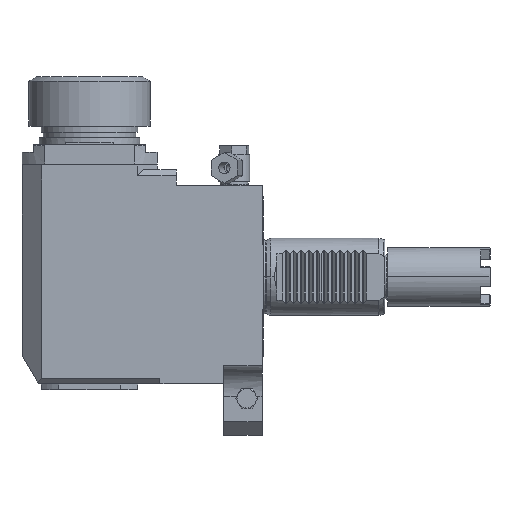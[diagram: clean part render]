
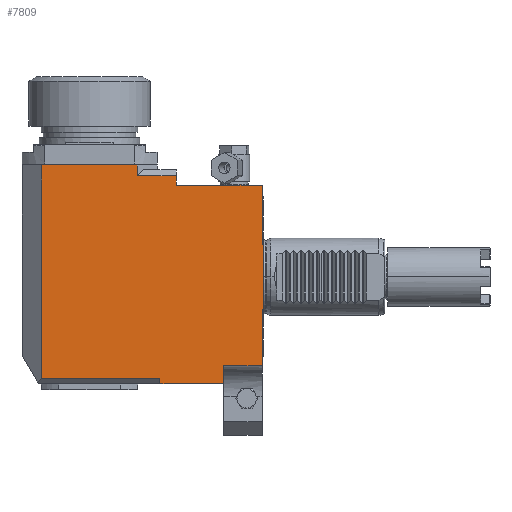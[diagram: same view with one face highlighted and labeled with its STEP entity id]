
A CAD part, front view. The second image highlights one B-rep face of the part: STEP entity #7809.
In plain terms, the highlighted planar face has unit normal (0, -1, 0).
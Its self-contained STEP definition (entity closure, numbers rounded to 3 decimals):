
#1040=DIRECTION('',(0.,0.,-1.));
#1041=VECTOR('',#1040,110.5);
#1042=CARTESIAN_POINT('',(-114.812,-38.,58.));
#1043=LINE('',#1042,#1041);
#1044=DIRECTION('',(1.,0.,0.));
#1045=VECTOR('',#1044,49.625);
#1046=CARTESIAN_POINT('',(-114.812,-38.,58.));
#1047=LINE('',#1046,#1045);
#1048=DIRECTION('',(-1.,0.,0.));
#1049=VECTOR('',#1048,20.188);
#1050=CARTESIAN_POINT('',(-45.,-38.,52.5));
#1051=LINE('',#1050,#1049);
#1052=DIRECTION('',(0.,0.,1.));
#1053=VECTOR('',#1052,30.819);
#1054=CARTESIAN_POINT('',(-0.5,-38.,16.681));
#1055=LINE('',#1054,#1053);
#1056=DIRECTION('',(-1.,0.,0.));
#1057=VECTOR('',#1056,0.5);
#1058=CARTESIAN_POINT('',(0.,-38.,16.681));
#1059=LINE('',#1058,#1057);
#1060=DIRECTION('',(0.,0.,1.));
#1061=VECTOR('',#1060,33.362);
#1062=CARTESIAN_POINT('',(0.,-38.,-16.681));
#1063=LINE('',#1062,#1061);
#1064=DIRECTION('',(-1.,0.,0.));
#1065=VECTOR('',#1064,0.5);
#1066=CARTESIAN_POINT('',(0.,-38.,-16.681));
#1067=LINE('',#1066,#1065);
#1068=DIRECTION('',(0.,0.,-1.));
#1069=VECTOR('',#1068,29.319);
#1070=CARTESIAN_POINT('',(-0.5,-38.,-16.681));
#1071=LINE('',#1070,#1069);
#1072=DIRECTION('',(1.,0.,0.));
#1073=VECTOR('',#1072,20.);
#1074=CARTESIAN_POINT('',(-20.5,-38.,-46.));
#1075=LINE('',#1074,#1073);
#1076=DIRECTION('',(0.,0.,1.));
#1077=VECTOR('',#1076,9.5);
#1078=CARTESIAN_POINT('',(-20.5,-38.,-55.5));
#1079=LINE('',#1078,#1077);
#1080=DIRECTION('',(-1.,0.,0.));
#1081=VECTOR('',#1080,33.);
#1082=CARTESIAN_POINT('',(-20.5,-38.,-55.5));
#1083=LINE('',#1082,#1081);
#1088=DIRECTION('',(0.,0.,-1.));
#1089=VECTOR('',#1088,3.);
#1090=CARTESIAN_POINT('',(-53.5,-38.,-52.5));
#1091=LINE('',#1090,#1089);
#1108=DIRECTION('',(1.,0.,0.));
#1109=VECTOR('',#1108,61.312);
#1110=CARTESIAN_POINT('',(-114.812,-38.,-52.5));
#1111=LINE('',#1110,#1109);
#1252=DIRECTION('',(-1.,0.,0.));
#1253=VECTOR('',#1252,44.5);
#1254=CARTESIAN_POINT('',(-0.5,-38.,47.5));
#1255=LINE('',#1254,#1253);
#1266=DIRECTION('',(0.,0.,-1.));
#1267=VECTOR('',#1266,5.);
#1268=CARTESIAN_POINT('',(-45.,-38.,52.5));
#1269=LINE('',#1268,#1267);
#1356=DIRECTION('',(0.,0.,1.));
#1357=VECTOR('',#1356,5.5);
#1358=CARTESIAN_POINT('',(-65.188,-38.,52.5));
#1359=LINE('',#1358,#1357);
#5766=CARTESIAN_POINT('',(-0.5,-38.,47.5));
#5768=VERTEX_POINT('',#5766);
#5778=CARTESIAN_POINT('',(-0.5,-38.,16.681));
#5779=VERTEX_POINT('',#5778);
#5780=CARTESIAN_POINT('',(0.,-38.,-16.681));
#5781=CARTESIAN_POINT('',(-0.5,-38.,-16.681));
#5782=VERTEX_POINT('',#5780);
#5783=VERTEX_POINT('',#5781);
#5784=CARTESIAN_POINT('',(0.,-38.,16.681));
#5785=VERTEX_POINT('',#5784);
#5801=CARTESIAN_POINT('',(-20.5,-38.,-55.5));
#5803=VERTEX_POINT('',#5801);
#5804=CARTESIAN_POINT('',(-20.5,-38.,-46.));
#5805=VERTEX_POINT('',#5804);
#5860=CARTESIAN_POINT('',(-0.5,-38.,-46.));
#5861=VERTEX_POINT('',#5860);
#5872=CARTESIAN_POINT('',(-53.5,-38.,-55.5));
#5873=VERTEX_POINT('',#5872);
#5878=CARTESIAN_POINT('',(-114.812,-38.,58.));
#5880=VERTEX_POINT('',#5878);
#5890=CARTESIAN_POINT('',(-114.812,-38.,-52.5));
#5891=VERTEX_POINT('',#5890);
#5908=CARTESIAN_POINT('',(-65.188,-38.,58.));
#5909=VERTEX_POINT('',#5908);
#5922=CARTESIAN_POINT('',(-45.,-38.,52.5));
#5923=VERTEX_POINT('',#5922);
#5924=CARTESIAN_POINT('',(-65.188,-38.,52.5));
#5925=VERTEX_POINT('',#5924);
#5927=CARTESIAN_POINT('',(-53.5,-38.,-52.5));
#5929=VERTEX_POINT('',#5927);
#5934=CARTESIAN_POINT('',(-45.,-38.,47.5));
#5936=VERTEX_POINT('',#5934);
#7772=CARTESIAN_POINT('',(-53.5,-38.,-55.5));
#7773=DIRECTION('',(0.,-1.,0.));
#7774=DIRECTION('',(0.,0.,1.));
#7775=AXIS2_PLACEMENT_3D('',#7772,#7773,#7774);
#7776=PLANE('',#7775);
#7778=ORIENTED_EDGE('',*,*,#7777,.F.);
#7780=ORIENTED_EDGE('',*,*,#7779,.F.);
#7782=ORIENTED_EDGE('',*,*,#7781,.F.);
#7784=ORIENTED_EDGE('',*,*,#7783,.T.);
#7786=ORIENTED_EDGE('',*,*,#7785,.F.);
#7788=ORIENTED_EDGE('',*,*,#7787,.F.);
#7790=ORIENTED_EDGE('',*,*,#7789,.T.);
#7792=ORIENTED_EDGE('',*,*,#7791,.F.);
#7794=ORIENTED_EDGE('',*,*,#7793,.F.);
#7795=ORIENTED_EDGE('',*,*,#7763,.F.);
#7796=ORIENTED_EDGE('',*,*,#7748,.F.);
#7798=ORIENTED_EDGE('',*,*,#7797,.T.);
#7800=ORIENTED_EDGE('',*,*,#7799,.T.);
#7802=ORIENTED_EDGE('',*,*,#7801,.F.);
#7804=ORIENTED_EDGE('',*,*,#7803,.F.);
#7806=ORIENTED_EDGE('',*,*,#7805,.T.);
#7807=EDGE_LOOP('',(#7778,#7780,#7782,#7784,#7786,#7788,#7790,#7792,#7794,#7795,
#7796,#7798,#7800,#7802,#7804,#7806));
#7808=FACE_OUTER_BOUND('',#7807,.F.);
#7809=ADVANCED_FACE('',(#7808),#7776,.T.);
#7748=EDGE_CURVE('',#5782,#5785,#1063,.T.);
#7763=EDGE_CURVE('',#5785,#5779,#1059,.T.);
#7777=EDGE_CURVE('',#5929,#5873,#1091,.T.);
#7779=EDGE_CURVE('',#5891,#5929,#1111,.T.);
#7781=EDGE_CURVE('',#5880,#5891,#1043,.T.);
#7783=EDGE_CURVE('',#5880,#5909,#1047,.T.);
#7785=EDGE_CURVE('',#5925,#5909,#1359,.T.);
#7787=EDGE_CURVE('',#5923,#5925,#1051,.T.);
#7789=EDGE_CURVE('',#5923,#5936,#1269,.T.);
#7791=EDGE_CURVE('',#5768,#5936,#1255,.T.);
#7793=EDGE_CURVE('',#5779,#5768,#1055,.T.);
#7797=EDGE_CURVE('',#5782,#5783,#1067,.T.);
#7799=EDGE_CURVE('',#5783,#5861,#1071,.T.);
#7801=EDGE_CURVE('',#5805,#5861,#1075,.T.);
#7803=EDGE_CURVE('',#5803,#5805,#1079,.T.);
#7805=EDGE_CURVE('',#5803,#5873,#1083,.T.);
